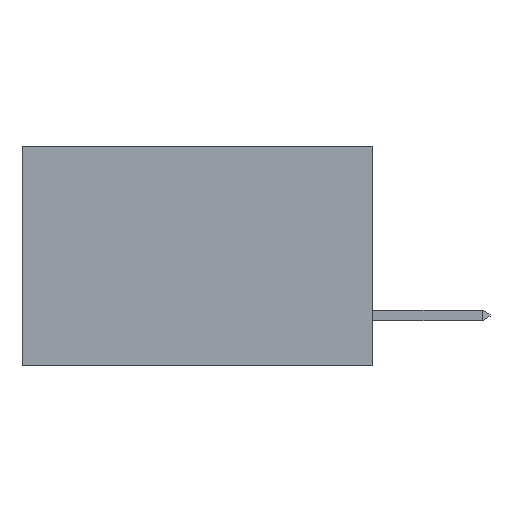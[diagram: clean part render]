
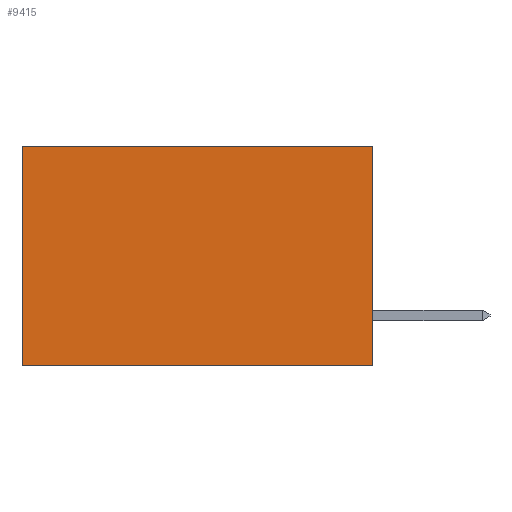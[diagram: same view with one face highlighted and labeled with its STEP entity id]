
A CAD part, left-side view. The second image highlights one B-rep face of the part: STEP entity #9415.
In plain terms, the highlighted planar face has unit normal (-1, 0, 0).
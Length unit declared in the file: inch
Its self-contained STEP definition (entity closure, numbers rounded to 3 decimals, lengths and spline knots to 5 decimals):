
#84 = LINE ( 'NONE', #3819, #6622 ) ;
#149 = CARTESIAN_POINT ( 'NONE',  ( 0.277, 0.59, 0. ) ) ;
#205 = CARTESIAN_POINT ( 'NONE',  ( 0.277, 0., 0. ) ) ;
#642 = CARTESIAN_POINT ( 'NONE',  ( 0.277, 0., -0.37 ) ) ;
#643 = CARTESIAN_POINT ( 'NONE',  ( 0.277, 0., -0.37 ) ) ;
#868 = DIRECTION ( 'NONE',  ( 0., 1., 0. ) ) ;
#1063 = DIRECTION ( 'NONE',  ( 0., 1., 0. ) ) ;
#1897 = VECTOR ( 'NONE', #1063, 39.37008 ) ;
#3213 = FACE_OUTER_BOUND ( 'NONE', #6457, .T. ) ;
#3249 = VERTEX_POINT ( 'NONE', #149 ) ;
#3487 = CARTESIAN_POINT ( 'NONE',  ( 0.277, 0., -0.37 ) ) ;
#3666 = VECTOR ( 'NONE', #868, 39.37008 ) ;
#3724 = EDGE_CURVE ( 'NONE', #3249, #4484, #84, .T. ) ;
#3778 = EDGE_CURVE ( 'NONE', #7240, #9223, #9400, .T. ) ;
#3819 = CARTESIAN_POINT ( 'NONE',  ( 0.277, 0.59, -0.37 ) ) ;
#3873 = VECTOR ( 'NONE', #4948, 39.37008 ) ;
#3985 = CARTESIAN_POINT ( 'NONE',  ( 0.277, 0., -0.37 ) ) ;
#4234 = ORIENTED_EDGE ( 'NONE', *, *, #3724, .T. ) ;
#4350 = DIRECTION ( 'NONE',  ( 1., 0., 0. ) ) ;
#4484 = VERTEX_POINT ( 'NONE', #9591 ) ;
#4948 = DIRECTION ( 'NONE',  ( 0., 0., -1. ) ) ;
#6275 = ORIENTED_EDGE ( 'NONE', *, *, #3778, .F. ) ;
#6397 = LINE ( 'NONE', #205, #1897 ) ;
#6457 = EDGE_LOOP ( 'NONE', ( #4234, #9446, #6275, #10238 ) ) ;
#6622 = VECTOR ( 'NONE', #7598, 39.37008 ) ;
#7240 = VERTEX_POINT ( 'NONE', #9228 ) ;
#7376 = EDGE_CURVE ( 'NONE', #9223, #4484, #8118, .T. ) ;
#7598 = DIRECTION ( 'NONE',  ( 0., 0., -1. ) ) ;
#7897 = AXIS2_PLACEMENT_3D ( 'NONE', #3487, #4350, #10209 ) ;
#8118 = LINE ( 'NONE', #643, #3666 ) ;
#8187 = EDGE_CURVE ( 'NONE', #7240, #3249, #6397, .T. ) ;
#9223 = VERTEX_POINT ( 'NONE', #642 ) ;
#9228 = CARTESIAN_POINT ( 'NONE',  ( 0.277, 0., 0. ) ) ;
#9346 = PLANE ( 'NONE',  #7897 ) ;
#9400 = LINE ( 'NONE', #3985, #3873 ) ;
#9415 = ADVANCED_FACE ( 'NONE', ( #3213 ), #9346, .F. ) ;
#9446 = ORIENTED_EDGE ( 'NONE', *, *, #7376, .F. ) ;
#9591 = CARTESIAN_POINT ( 'NONE',  ( 0.277, 0.59, -0.37 ) ) ;
#10209 = DIRECTION ( 'NONE',  ( 0., 0., -1. ) ) ;
#10238 = ORIENTED_EDGE ( 'NONE', *, *, #8187, .T. ) ;
